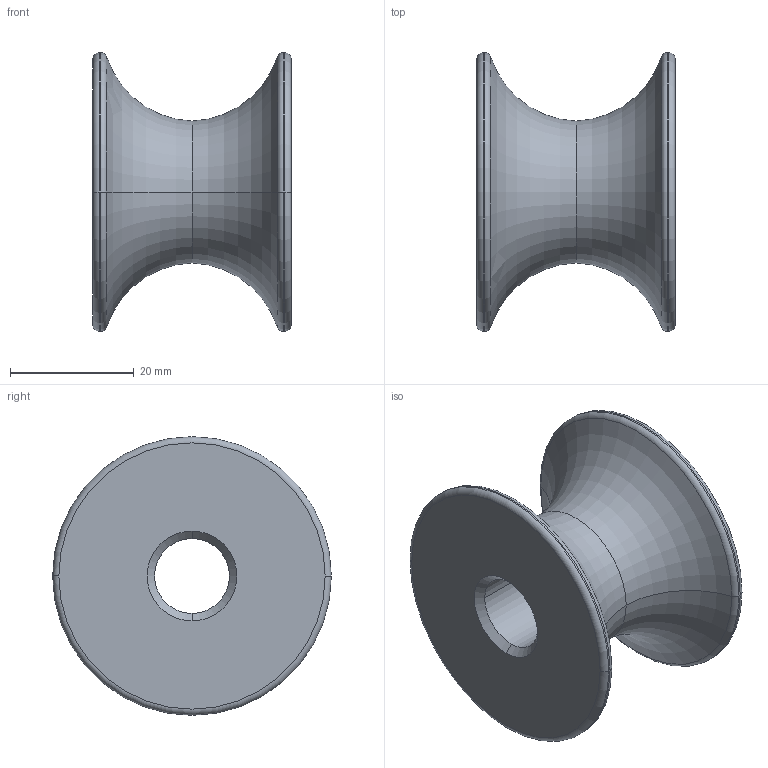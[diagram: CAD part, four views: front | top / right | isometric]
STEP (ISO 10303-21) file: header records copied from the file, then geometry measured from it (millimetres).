
FILE_DESCRIPTION (( 'STEP AP203' ), '1' );
FILE_NAME ('REA.STEP', '2021-02-15T10:55:11', ( 'yvon' ), ( 'YB' ), 'SwSTEP 2.0', 'SolidWorks 2001340', '' );
FILE_SCHEMA (( 'CONFIG_CONTROL_DESIGN' ));
Length unit declared in the file: millimetre
Products named in the file (1): REA
Bounding box: 32 x 45 x 45 mm (x, y, z)
Volume: 21641.9 mm3; surface area: 8211.1 mm2
Topology: 1 solids, 1 shells, 24 faces, 52 edges, 30 vertices
Faces by surface type: torus 12, cylinder 6, cone 4, plane 2
Entity records: 747 total; most frequent: DIRECTION 144, CARTESIAN_POINT 107, ORIENTED_EDGE 104, AXIS2_PLACEMENT_3D 67, EDGE_CURVE 52, CIRCLE 42, VERTEX_POINT 30, EDGE_LOOP 26
